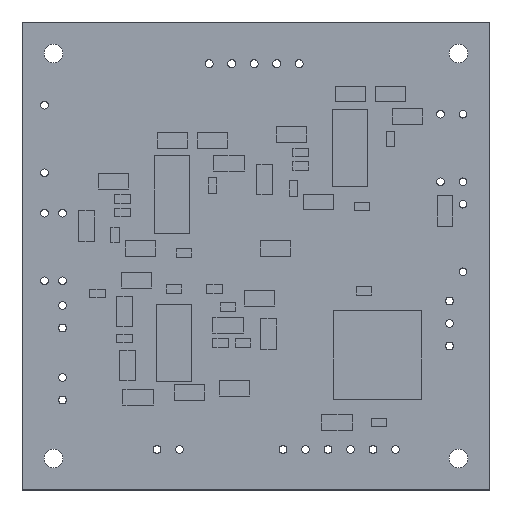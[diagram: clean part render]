
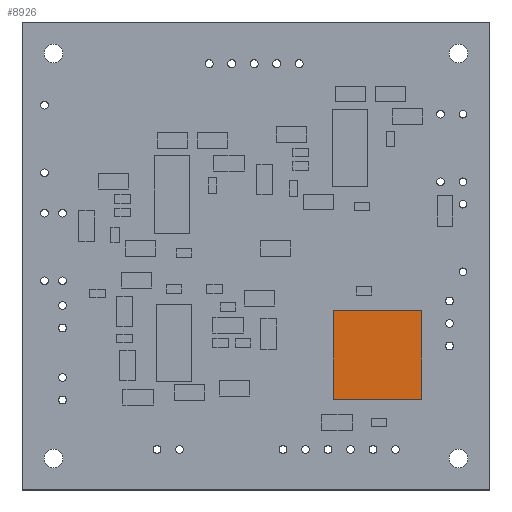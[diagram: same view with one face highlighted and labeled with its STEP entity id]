
A CAD part, top view. The second image highlights one B-rep face of the part: STEP entity #8926.
In plain terms, the highlighted planar face has unit normal (0, 0, 1).
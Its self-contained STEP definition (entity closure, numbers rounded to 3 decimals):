
#8612 = VERTEX_POINT('',#8613);
#8613 = CARTESIAN_POINT('',(-5.,5.,1.15));
#8620 = PLANE('',#8621);
#8621 = AXIS2_PLACEMENT_3D('',#8622,#8623,#8624);
#8622 = CARTESIAN_POINT('',(-5.,5.,0.));
#8623 = DIRECTION('',(0.,1.,0.));
#8624 = DIRECTION('',(1.,0.,0.));
#8632 = PLANE('',#8633);
#8633 = AXIS2_PLACEMENT_3D('',#8634,#8635,#8636);
#8634 = CARTESIAN_POINT('',(-5.,-5.,0.));
#8635 = DIRECTION('',(-1.,0.,0.));
#8636 = DIRECTION('',(0.,1.,0.));
#8644 = EDGE_CURVE('',#8612,#8645,#8647,.T.);
#8645 = VERTEX_POINT('',#8646);
#8646 = CARTESIAN_POINT('',(5.,5.,1.15));
#8647 = SURFACE_CURVE('',#8648,(#8652,#8659),.PCURVE_S1.);
#8648 = LINE('',#8649,#8650);
#8649 = CARTESIAN_POINT('',(-5.,5.,1.15));
#8650 = VECTOR('',#8651,1.);
#8651 = DIRECTION('',(1.,0.,0.));
#8652 = PCURVE('',#8620,#8653);
#8653 = DEFINITIONAL_REPRESENTATION('',(#8654),#8658);
#8654 = LINE('',#8655,#8656);
#8655 = CARTESIAN_POINT('',(0.,-1.15));
#8656 = VECTOR('',#8657,1.);
#8657 = DIRECTION('',(1.,0.));
#8658 = ( GEOMETRIC_REPRESENTATION_CONTEXT(2) 
PARAMETRIC_REPRESENTATION_CONTEXT() REPRESENTATION_CONTEXT('2D SPACE',''
  ) );
#8659 = PCURVE('',#8660,#8665);
#8660 = PLANE('',#8661);
#8661 = AXIS2_PLACEMENT_3D('',#8662,#8663,#8664);
#8662 = CARTESIAN_POINT('',(-5.,5.,1.15));
#8663 = DIRECTION('',(0.,0.,1.));
#8664 = DIRECTION('',(1.,0.,0.));
#8665 = DEFINITIONAL_REPRESENTATION('',(#8666),#8670);
#8666 = LINE('',#8667,#8668);
#8667 = CARTESIAN_POINT('',(0.,0.));
#8668 = VECTOR('',#8669,1.);
#8669 = DIRECTION('',(1.,0.));
#8670 = ( GEOMETRIC_REPRESENTATION_CONTEXT(2) 
PARAMETRIC_REPRESENTATION_CONTEXT() REPRESENTATION_CONTEXT('2D SPACE',''
  ) );
#8688 = PLANE('',#8689);
#8689 = AXIS2_PLACEMENT_3D('',#8690,#8691,#8692);
#8690 = CARTESIAN_POINT('',(5.,5.,0.));
#8691 = DIRECTION('',(1.,0.,0.));
#8692 = DIRECTION('',(0.,-1.,0.));
#8730 = EDGE_CURVE('',#8645,#8731,#8733,.T.);
#8731 = VERTEX_POINT('',#8732);
#8732 = CARTESIAN_POINT('',(5.,-5.,1.15));
#8733 = SURFACE_CURVE('',#8734,(#8738,#8745),.PCURVE_S1.);
#8734 = LINE('',#8735,#8736);
#8735 = CARTESIAN_POINT('',(5.,5.,1.15));
#8736 = VECTOR('',#8737,1.);
#8737 = DIRECTION('',(0.,-1.,0.));
#8738 = PCURVE('',#8688,#8739);
#8739 = DEFINITIONAL_REPRESENTATION('',(#8740),#8744);
#8740 = LINE('',#8741,#8742);
#8741 = CARTESIAN_POINT('',(0.,-1.15));
#8742 = VECTOR('',#8743,1.);
#8743 = DIRECTION('',(1.,0.));
#8744 = ( GEOMETRIC_REPRESENTATION_CONTEXT(2) 
PARAMETRIC_REPRESENTATION_CONTEXT() REPRESENTATION_CONTEXT('2D SPACE',''
  ) );
#8745 = PCURVE('',#8660,#8746);
#8746 = DEFINITIONAL_REPRESENTATION('',(#8747),#8751);
#8747 = LINE('',#8748,#8749);
#8748 = CARTESIAN_POINT('',(10.,0.));
#8749 = VECTOR('',#8750,1.);
#8750 = DIRECTION('',(0.,-1.));
#8751 = ( GEOMETRIC_REPRESENTATION_CONTEXT(2) 
PARAMETRIC_REPRESENTATION_CONTEXT() REPRESENTATION_CONTEXT('2D SPACE',''
  ) );
#8769 = PLANE('',#8770);
#8770 = AXIS2_PLACEMENT_3D('',#8771,#8772,#8773);
#8771 = CARTESIAN_POINT('',(5.,-5.,0.));
#8772 = DIRECTION('',(0.,-1.,0.));
#8773 = DIRECTION('',(-1.,0.,0.));
#8806 = EDGE_CURVE('',#8731,#8807,#8809,.T.);
#8807 = VERTEX_POINT('',#8808);
#8808 = CARTESIAN_POINT('',(-5.,-5.,1.15));
#8809 = SURFACE_CURVE('',#8810,(#8814,#8821),.PCURVE_S1.);
#8810 = LINE('',#8811,#8812);
#8811 = CARTESIAN_POINT('',(5.,-5.,1.15));
#8812 = VECTOR('',#8813,1.);
#8813 = DIRECTION('',(-1.,0.,0.));
#8814 = PCURVE('',#8769,#8815);
#8815 = DEFINITIONAL_REPRESENTATION('',(#8816),#8820);
#8816 = LINE('',#8817,#8818);
#8817 = CARTESIAN_POINT('',(0.,-1.15));
#8818 = VECTOR('',#8819,1.);
#8819 = DIRECTION('',(1.,0.));
#8820 = ( GEOMETRIC_REPRESENTATION_CONTEXT(2) 
PARAMETRIC_REPRESENTATION_CONTEXT() REPRESENTATION_CONTEXT('2D SPACE',''
  ) );
#8821 = PCURVE('',#8660,#8822);
#8822 = DEFINITIONAL_REPRESENTATION('',(#8823),#8827);
#8823 = LINE('',#8824,#8825);
#8824 = CARTESIAN_POINT('',(10.,-10.));
#8825 = VECTOR('',#8826,1.);
#8826 = DIRECTION('',(-1.,0.));
#8827 = ( GEOMETRIC_REPRESENTATION_CONTEXT(2) 
PARAMETRIC_REPRESENTATION_CONTEXT() REPRESENTATION_CONTEXT('2D SPACE',''
  ) );
#8877 = EDGE_CURVE('',#8807,#8612,#8878,.T.);
#8878 = SURFACE_CURVE('',#8879,(#8883,#8890),.PCURVE_S1.);
#8879 = LINE('',#8880,#8881);
#8880 = CARTESIAN_POINT('',(-5.,-5.,1.15));
#8881 = VECTOR('',#8882,1.);
#8882 = DIRECTION('',(0.,1.,0.));
#8883 = PCURVE('',#8632,#8884);
#8884 = DEFINITIONAL_REPRESENTATION('',(#8885),#8889);
#8885 = LINE('',#8886,#8887);
#8886 = CARTESIAN_POINT('',(0.,-1.15));
#8887 = VECTOR('',#8888,1.);
#8888 = DIRECTION('',(1.,0.));
#8889 = ( GEOMETRIC_REPRESENTATION_CONTEXT(2) 
PARAMETRIC_REPRESENTATION_CONTEXT() REPRESENTATION_CONTEXT('2D SPACE',''
  ) );
#8890 = PCURVE('',#8660,#8891);
#8891 = DEFINITIONAL_REPRESENTATION('',(#8892),#8896);
#8892 = LINE('',#8893,#8894);
#8893 = CARTESIAN_POINT('',(0.,-10.));
#8894 = VECTOR('',#8895,1.);
#8895 = DIRECTION('',(0.,1.));
#8896 = ( GEOMETRIC_REPRESENTATION_CONTEXT(2) 
PARAMETRIC_REPRESENTATION_CONTEXT() REPRESENTATION_CONTEXT('2D SPACE',''
  ) );
#8926 = ADVANCED_FACE('',(#8927),#8660,.T.);
#8927 = FACE_BOUND('',#8928,.F.);
#8928 = EDGE_LOOP('',(#8929,#8930,#8931,#8932));
#8929 = ORIENTED_EDGE('',*,*,#8644,.T.);
#8930 = ORIENTED_EDGE('',*,*,#8730,.T.);
#8931 = ORIENTED_EDGE('',*,*,#8806,.T.);
#8932 = ORIENTED_EDGE('',*,*,#8877,.T.);
